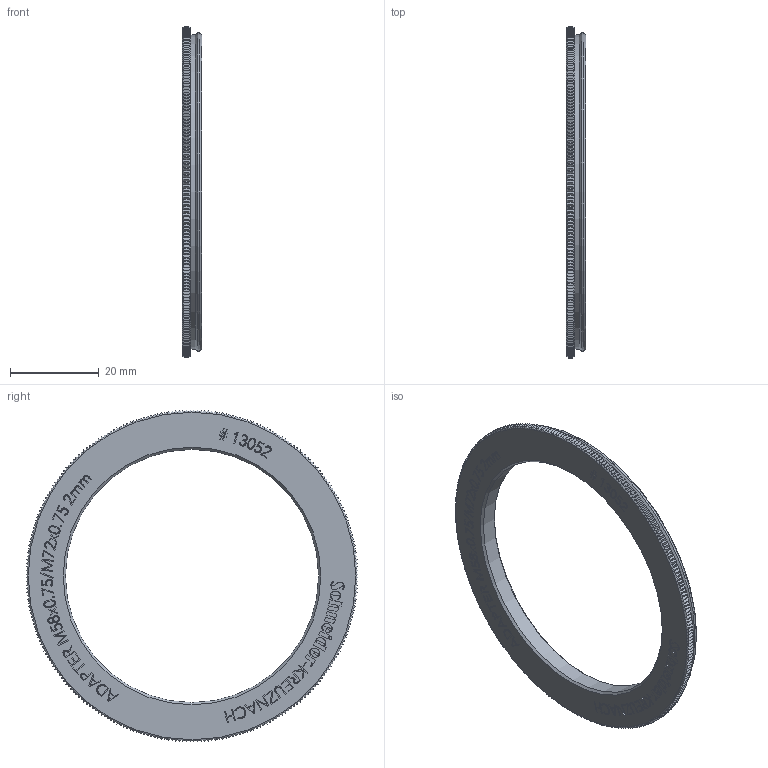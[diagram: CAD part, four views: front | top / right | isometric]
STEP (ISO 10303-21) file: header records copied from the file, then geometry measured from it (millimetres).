
FILE_DESCRIPTION(/* description */ (''),/* implementation_level */ '2;1');
FILE_NAME(/* name */ '13052_00166886_001.stp',/* time_stamp */ '2022-04-26T10:19:26+02:00',/* author */ (''),/* organization */ (''),/* preprocessor_version */ 'ST-DEVELOPER v16',/* originating_system */ 'SIEMENS PLM Software NX 10.0',/* authorisation */ '');
FILE_SCHEMA (('AP203_CONFIGURATION_CONTROLLED_3D_DESIGN_OF_MECHANICAL_PARTS_AND_ASSEMBLIES_MIM_LF { 1 0 10303 403 2 1 2}'));
Length unit declared in the file: millimetre
Products named in the file (1): Froe4A5091FExl4a
Bounding box: 4.5 x 75 x 75 mm (x, y, z)
Volume: 7125.8 mm3; surface area: 5546.3 mm2
Topology: 1 solids, 1 shells, 1509 faces, 4306 edges, 2870 vertices
Faces by surface type: plane 996, cylinder 291, extrusion 216, cone 6
Full cylindrical faces by diameter (mm): 57.18 x1, 71 x1, 72 x1
Entity records: 55337 total; most frequent: CARTESIAN_POINT 19850, ORIENTED_EDGE 8588, DIRECTION 5405, EDGE_CURVE 4294, VERTEX_POINT 2867, B_SPLINE_CURVE_WITH_KNOTS 2496, AXIS2_PLACEMENT_3D 1881, VECTOR 1643
